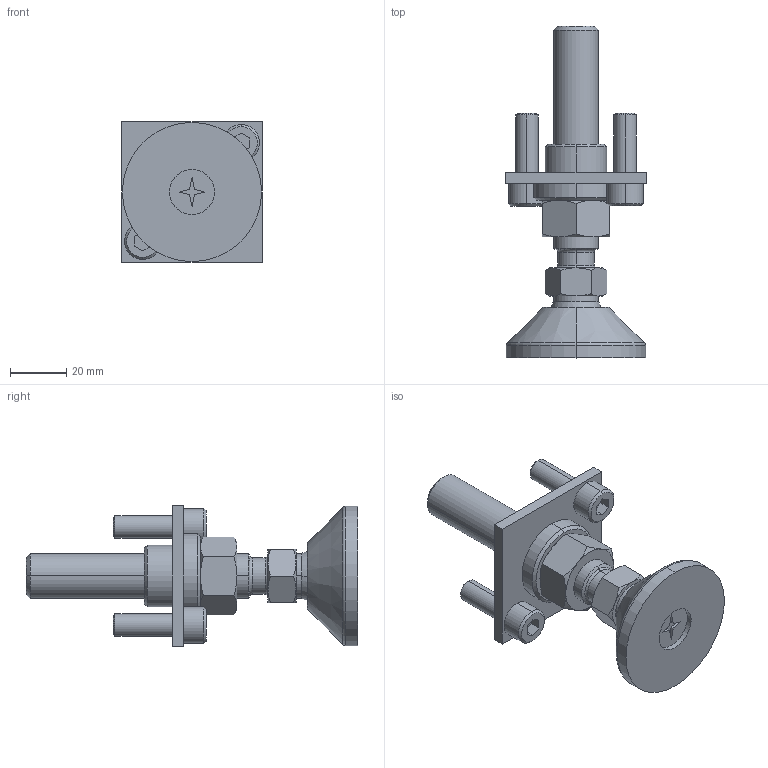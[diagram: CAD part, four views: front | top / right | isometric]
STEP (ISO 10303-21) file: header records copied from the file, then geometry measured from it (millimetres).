
FILE_DESCRIPTION(('Creo Elements/Direct Modeling STEP Export'),'2;1');
FILE_NAME('55.0245.11_Gelenkfuss-MMS-55_50-M16-118mm-KS-ESD.stp','2022-03-21T 8:08:06',(''),(''),'PTC Creo Elements/Direct Modeling STEP processor for AP214 (Solid Model)','PTC Creo Elements/Direct Modeling 19.0C 15-Aug-2015 (C) Parametric Technology GmbH','');
FILE_SCHEMA(('AUTOMOTIVE_DESIGN { 1 0 10303 214 1 1 1 1 }'));
Length unit declared in the file: millimetre
Products named in the file (8): Flanschplatte-MMS-55_50x50-Laserschneidteil-t4mm_96.5032_PX176231; Sechskantmutter-DIN934_M16-8.8-verz_11506_PX171652; Flanschmutter-MMS-55-MMS-44_M16-D22_96.5029_PX173798; Zylinderschraube-DIN912_M8x25-8.8-verz_10990_PX176237; Senkschraube-DIN965_M8x16-8.8-verz_11047_PX173565; Fußspindel_M16x110_96.7010_PX171649; Fußteller_Ø50x18-ESD_96.7008_PX173741; Gelenkfuss-MMS-55_50-M16-118mm-KS-ESD_55.0245.11_PX176260
Assembly tree (8 placements, depth 2):
  Gelenkfuss-MMS-55_50-M16-118mm-KS-ESD_55.0245.11_PX176260
    Fußteller_Ø50x18-ESD_96.7008_PX173741
    Fußspindel_M16x110_96.7010_PX171649
    Senkschraube-DIN965_M8x16-8.8-verz_11047_PX173565
    Zylinderschraube-DIN912_M8x25-8.8-verz_10990_PX176237  x2
    Flanschmutter-MMS-55-MMS-44_M16-D22_96.5029_PX173798
    Sechskantmutter-DIN934_M16-8.8-verz_11506_PX171652
    Flanschplatte-MMS-55_50x50-Laserschneidteil-t4mm_96.5032_PX176231
Bounding box: 50 x 118 x 50 mm (x, y, z)
Volume: 66238.1 mm3; surface area: 26644.5 mm2
Topology: 8 solids, 8 shells, 177 faces, 380 edges, 227 vertices
Faces by surface type: plane 61, cone 60, cylinder 44, torus 8, sphere 4
Entity records: 5826 total; most frequent: CARTESIAN_POINT 2360, ORIENTED_EDGE 680, DIRECTION 588, EDGE_CURVE 340, AXIS2_PLACEMENT_3D 225, VERTEX_POINT 203, EDGE_LOOP 179, FACE_OUTER_BOUND 159
